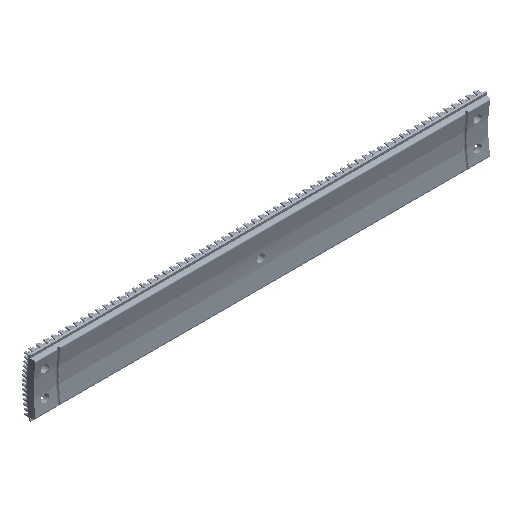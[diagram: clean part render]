
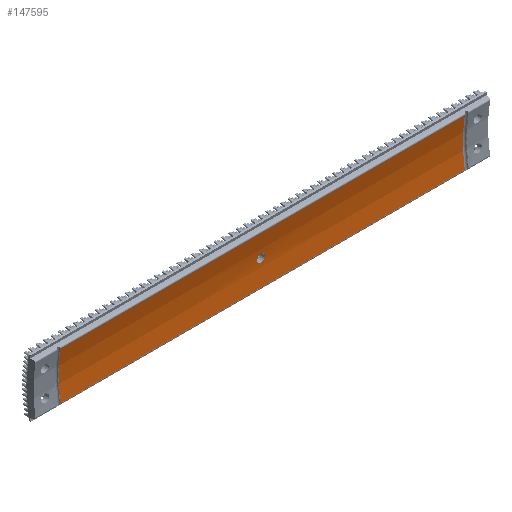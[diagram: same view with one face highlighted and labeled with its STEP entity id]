
A CAD part, isometric view. The second image highlights one B-rep face of the part: STEP entity #147595.
In plain terms, the highlighted free-form (B-spline) face has degree [3, 3] with [4, 4] control points.
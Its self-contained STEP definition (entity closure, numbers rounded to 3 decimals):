
#1196 = VERTEX_POINT ( 'NONE', #231897 ) ;
#1606 = CARTESIAN_POINT ( 'NONE',  ( -2.489, -3.943, 0.675 ) ) ;
#2655 = CARTESIAN_POINT ( 'NONE',  ( 127.45, -5.13, -14.88 ) ) ;
#3392 = CARTESIAN_POINT ( 'NONE',  ( -127.45, -5.13, -14.88 ) ) ;
#7505 = CARTESIAN_POINT ( 'NONE',  ( 127.45, -5.13, 14.88 ) ) ;
#15635 = CARTESIAN_POINT ( 'NONE',  ( 127.45, -3.547, -5.045 ) ) ;
#31341 = CARTESIAN_POINT ( 'NONE',  ( -0.668, -3.974, 2.422 ) ) ;
#44703 = B_SPLINE_SURFACE_WITH_KNOTS ( 'NONE', 3, 3, ( 
 ( #354110, #240434, #270223, #235556 ),
 ( #50236, #465287, #467731, #84881 ),
 ( #349241, #383852, #203378, #15635 ),
 ( #119543, #460415, #163881, #126845 ) ),
 .UNSPECIFIED., .F., .F., .F.,
 ( 4, 4 ),
 ( 4, 4 ),
 ( 0., 1. ),
 ( 0., 1. ),
 .UNSPECIFIED. ) ;
#46505 = CARTESIAN_POINT ( 'NONE',  ( -127.45, -5.13, -14.88 ) ) ;
#48891 = EDGE_CURVE ( 'NONE', #1196, #391620, #170795, .T. ) ;
#50236 = CARTESIAN_POINT ( 'NONE',  ( -127.45, -3.547, 5.045 ) ) ;
#59153 = EDGE_CURVE ( 'NONE', #391620, #1196, #241909, .T. ) ;
#79877 = CARTESIAN_POINT ( 'NONE',  ( 1.25, -3.967, -2.191 ) ) ;
#84881 = CARTESIAN_POINT ( 'NONE',  ( 127.45, -3.547, 5.045 ) ) ;
#89753 = FACE_OUTER_BOUND ( 'NONE', #475475, .T. ) ;
#105453 = CARTESIAN_POINT ( 'NONE',  ( -1.251, -3.967, -2.19 ) ) ;
#112108 = CARTESIAN_POINT ( 'NONE',  ( 0.668, -3.974, -2.422 ) ) ;
#114537 = CARTESIAN_POINT ( 'NONE',  ( 2.489, -3.943, 0.675 ) ) ;
#119543 = CARTESIAN_POINT ( 'NONE',  ( -127.45, -5.13, -14.88 ) ) ;
#125306 = VECTOR ( 'NONE', #344020, 1000. ) ;
#126845 = CARTESIAN_POINT ( 'NONE',  ( 127.45, -5.13, -14.88 ) ) ;
#128996 = ORIENTED_EDGE ( 'NONE', *, *, #206592, .T. ) ;
#129276 = FACE_BOUND ( 'NONE', #249037, .T. ) ;
#147595 = ADVANCED_FACE ( 'NONE', ( #89753, #129276 ), #44703, .T. ) ;
#149168 = CARTESIAN_POINT ( 'NONE',  ( 0.668, -3.974, 2.422 ) ) ;
#149845 = LINE ( 'NONE', #340060, #195616 ) ;
#163881 = CARTESIAN_POINT ( 'NONE',  ( 42.483, -5.13, -14.88 ) ) ;
#170795 = B_SPLINE_CURVE_WITH_KNOTS ( 'NONE', 3,
 ( #443930, #256158, #105453, #223929, #337619, #1606, #481015, #409314, #31341, #448786 ),
 .UNSPECIFIED., .F., .F.,
 ( 4, 2, 2, 2, 4 ),
 ( 0., 0.25, 0.5, 0.75, 1. ),
 .UNSPECIFIED. ) ;
#177455 = ORIENTED_EDGE ( 'NONE', *, *, #327947, .T. ) ;
#191089 = CARTESIAN_POINT ( 'NONE',  ( 0., -3.971, 2.413 ) ) ;
#193133 = EDGE_CURVE ( 'NONE', #441750, #450621, #291356, .T. ) ;
#195242 = CARTESIAN_POINT ( 'NONE',  ( 127.45, -3.547, -5.045 ) ) ;
#195616 = VECTOR ( 'NONE', #460949, 1000. ) ;
#203378 = CARTESIAN_POINT ( 'NONE',  ( 42.483, -3.547, -5.045 ) ) ;
#206592 = EDGE_CURVE ( 'NONE', #450621, #294416, #341591, .T. ) ;
#223929 = CARTESIAN_POINT ( 'NONE',  ( -2.241, -3.95, -1.249 ) ) ;
#227527 = CARTESIAN_POINT ( 'NONE',  ( -127.45, -5.13, 14.88 ) ) ;
#231897 = CARTESIAN_POINT ( 'NONE',  ( 0., -3.971, -2.413 ) ) ;
#232766 = CARTESIAN_POINT ( 'NONE',  ( 0., -5.13, -14.88 ) ) ;
#234241 = CARTESIAN_POINT ( 'NONE',  ( -127.45, -5.13, 14.88 ) ) ;
#235556 = CARTESIAN_POINT ( 'NONE',  ( 127.45, -5.13, 14.88 ) ) ;
#240434 = CARTESIAN_POINT ( 'NONE',  ( -42.483, -5.13, 14.88 ) ) ;
#241909 = B_SPLINE_CURVE_WITH_KNOTS ( 'NONE', 3,
 ( #191089, #149168, #267661, #418377, #114537, #452969, #450546, #79877, #112108, #262800 ),
 .UNSPECIFIED., .F., .F.,
 ( 4, 2, 2, 2, 4 ),
 ( 0., 0.25, 0.5, 0.75, 1. ),
 .UNSPECIFIED. ) ;
#249037 = EDGE_LOOP ( 'NONE', ( #414254, #396668 ) ) ;
#256158 = CARTESIAN_POINT ( 'NONE',  ( -0.668, -3.974, -2.422 ) ) ;
#262800 = CARTESIAN_POINT ( 'NONE',  ( 0., -3.971, -2.413 ) ) ;
#267661 = CARTESIAN_POINT ( 'NONE',  ( 1.251, -3.967, 2.19 ) ) ;
#270223 = CARTESIAN_POINT ( 'NONE',  ( 42.483, -5.13, 14.88 ) ) ;
#285617 = CARTESIAN_POINT ( 'NONE',  ( 127.45, -5.13, -14.88 ) ) ;
#289970 = ORIENTED_EDGE ( 'NONE', *, *, #307680, .T. ) ;
#291356 = B_SPLINE_CURVE_WITH_KNOTS ( 'NONE', 3,
 ( #234241, #384952, #451798, #46505 ),
 .UNSPECIFIED., .F., .F.,
 ( 4, 4 ),
 ( 0., 1. ),
 .UNSPECIFIED. ) ;
#294416 = VERTEX_POINT ( 'NONE', #285617 ) ;
#307680 = EDGE_CURVE ( 'NONE', #294416, #365082, #447187, .T. ) ;
#327947 = EDGE_CURVE ( 'NONE', #365082, #441750, #149845, .T. ) ;
#336247 = CARTESIAN_POINT ( 'NONE',  ( 127.45, -3.547, 5.045 ) ) ;
#337619 = CARTESIAN_POINT ( 'NONE',  ( -2.489, -3.943, -0.675 ) ) ;
#340060 = CARTESIAN_POINT ( 'NONE',  ( 0., -5.13, 14.88 ) ) ;
#340216 = CARTESIAN_POINT ( 'NONE',  ( 0., -3.971, 2.413 ) ) ;
#341591 = LINE ( 'NONE', #232766, #125306 ) ;
#344020 = DIRECTION ( 'NONE',  ( 1., 0., 0. ) ) ;
#349241 = CARTESIAN_POINT ( 'NONE',  ( -127.45, -3.547, -5.045 ) ) ;
#354110 = CARTESIAN_POINT ( 'NONE',  ( -127.45, -5.13, 14.88 ) ) ;
#365082 = VERTEX_POINT ( 'NONE', #437476 ) ;
#380499 = ORIENTED_EDGE ( 'NONE', *, *, #193133, .T. ) ;
#383852 = CARTESIAN_POINT ( 'NONE',  ( -42.483, -3.547, -5.045 ) ) ;
#384952 = CARTESIAN_POINT ( 'NONE',  ( -127.45, -3.547, 5.045 ) ) ;
#391620 = VERTEX_POINT ( 'NONE', #340216 ) ;
#396668 = ORIENTED_EDGE ( 'NONE', *, *, #48891, .T. ) ;
#409314 = CARTESIAN_POINT ( 'NONE',  ( -1.25, -3.967, 2.191 ) ) ;
#414254 = ORIENTED_EDGE ( 'NONE', *, *, #59153, .T. ) ;
#418377 = CARTESIAN_POINT ( 'NONE',  ( 2.241, -3.95, 1.249 ) ) ;
#437476 = CARTESIAN_POINT ( 'NONE',  ( 127.45, -5.13, 14.88 ) ) ;
#441750 = VERTEX_POINT ( 'NONE', #227527 ) ;
#443930 = CARTESIAN_POINT ( 'NONE',  ( 0., -3.971, -2.413 ) ) ;
#447187 = B_SPLINE_CURVE_WITH_KNOTS ( 'NONE', 3,
 ( #2655, #195242, #336247, #7505 ),
 .UNSPECIFIED., .F., .F.,
 ( 4, 4 ),
 ( 0., 1. ),
 .UNSPECIFIED. ) ;
#448786 = CARTESIAN_POINT ( 'NONE',  ( 0., -3.971, 2.413 ) ) ;
#450546 = CARTESIAN_POINT ( 'NONE',  ( 2.242, -3.95, -1.248 ) ) ;
#450621 = VERTEX_POINT ( 'NONE', #3392 ) ;
#451798 = CARTESIAN_POINT ( 'NONE',  ( -127.45, -3.547, -5.045 ) ) ;
#452969 = CARTESIAN_POINT ( 'NONE',  ( 2.489, -3.943, -0.675 ) ) ;
#460415 = CARTESIAN_POINT ( 'NONE',  ( -42.483, -5.13, -14.88 ) ) ;
#460949 = DIRECTION ( 'NONE',  ( -1., 0., 0. ) ) ;
#465287 = CARTESIAN_POINT ( 'NONE',  ( -42.483, -3.547, 5.045 ) ) ;
#467731 = CARTESIAN_POINT ( 'NONE',  ( 42.483, -3.547, 5.045 ) ) ;
#475475 = EDGE_LOOP ( 'NONE', ( #177455, #380499, #128996, #289970 ) ) ;
#481015 = CARTESIAN_POINT ( 'NONE',  ( -2.242, -3.95, 1.248 ) ) ;
